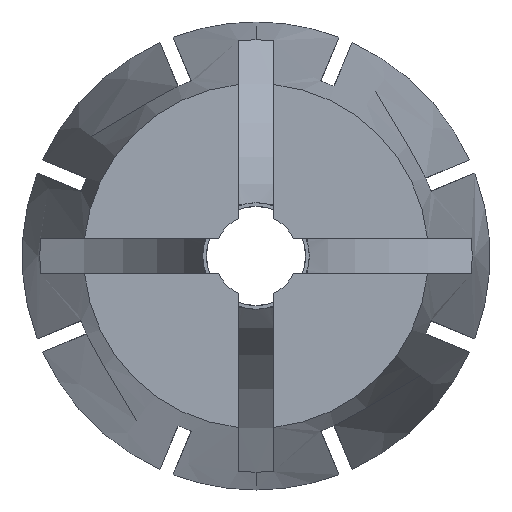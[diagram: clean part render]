
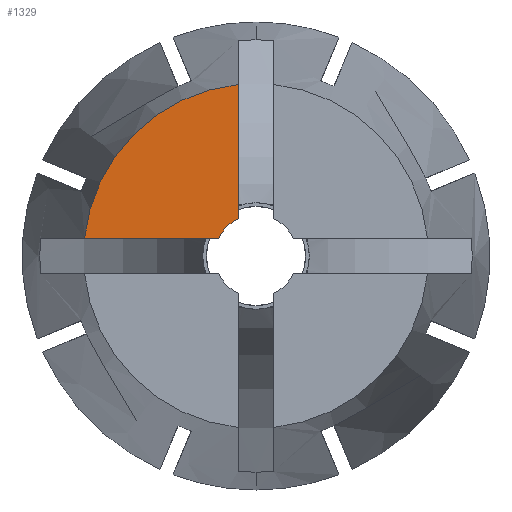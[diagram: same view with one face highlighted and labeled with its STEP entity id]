
A CAD part, left-side view. The second image highlights one B-rep face of the part: STEP entity #1329.
In plain terms, the highlighted planar face has unit normal (-1, 0, 0).
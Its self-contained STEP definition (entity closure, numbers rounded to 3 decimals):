
#46 = CARTESIAN_POINT ( 'NONE',  ( -40., 0., 0. ) ) ;
#310 = EDGE_LOOP ( 'NONE', ( #504, #393, #3590, #3648 ) ) ;
#393 = ORIENTED_EDGE ( 'NONE', *, *, #3254, .T. ) ;
#411 = AXIS2_PLACEMENT_3D ( 'NONE', #46, #807, #858 ) ;
#504 = ORIENTED_EDGE ( 'NONE', *, *, #3234, .T. ) ;
#694 = AXIS2_PLACEMENT_3D ( 'NONE', #3850, #3870, #3914 ) ;
#757 = CARTESIAN_POINT ( 'NONE',  ( -40., 1.25, 0. ) ) ;
#807 = DIRECTION ( 'NONE',  ( 1., 0., 0. ) ) ;
#858 = DIRECTION ( 'NONE',  ( 0., 0., -1. ) ) ;
#897 = DIRECTION ( 'NONE',  ( 0., 0., 1. ) ) ;
#1031 = EDGE_CURVE ( 'NONE', #3187, #3257, #2993, .T. ) ;
#1186 = CARTESIAN_POINT ( 'NONE',  ( -40., 1.25, 2.639 ) ) ;
#1212 = VECTOR ( 'NONE', #897, 1000. ) ;
#1329 = ADVANCED_FACE ( 'NONE', ( #2173 ), #2531, .T. ) ;
#1585 = AXIS2_PLACEMENT_3D ( 'NONE', #2284, #2544, #2553 ) ;
#1848 = CARTESIAN_POINT ( 'NONE',  ( -40., -12.158, 1.25 ) ) ;
#1916 = DIRECTION ( 'NONE',  ( 0., 1., 0. ) ) ;
#2173 = FACE_OUTER_BOUND ( 'NONE', #310, .T. ) ;
#2284 = CARTESIAN_POINT ( 'NONE',  ( -40., -12.158, 0. ) ) ;
#2335 = VERTEX_POINT ( 'NONE', #1186 ) ;
#2348 = VERTEX_POINT ( 'NONE', #3135 ) ;
#2531 = PLANE ( 'NONE',  #1585 ) ;
#2544 = DIRECTION ( 'NONE',  ( -1., 0., 0. ) ) ;
#2553 = DIRECTION ( 'NONE',  ( 0., 0., 1. ) ) ;
#2621 = VECTOR ( 'NONE', #1916, 1000. ) ;
#2993 = CIRCLE ( 'NONE', #694, 12.158 ) ;
#3014 = CIRCLE ( 'NONE', #411, 2.92 ) ;
#3135 = CARTESIAN_POINT ( 'NONE',  ( -40., 2.639, 1.25 ) ) ;
#3187 = VERTEX_POINT ( 'NONE', #4235 ) ;
#3234 = EDGE_CURVE ( 'NONE', #2348, #2335, #3014, .T. ) ;
#3254 = EDGE_CURVE ( 'NONE', #2335, #3257, #3917, .T. ) ;
#3257 = VERTEX_POINT ( 'NONE', #4003 ) ;
#3369 = EDGE_CURVE ( 'NONE', #2348, #3187, #3375, .T. ) ;
#3375 = LINE ( 'NONE', #1848, #2621 ) ;
#3590 = ORIENTED_EDGE ( 'NONE', *, *, #1031, .F. ) ;
#3648 = ORIENTED_EDGE ( 'NONE', *, *, #3369, .F. ) ;
#3850 = CARTESIAN_POINT ( 'NONE',  ( -40., 0., 0. ) ) ;
#3870 = DIRECTION ( 'NONE',  ( 1., 0., 0. ) ) ;
#3914 = DIRECTION ( 'NONE',  ( 0., 0., -1. ) ) ;
#3917 = LINE ( 'NONE', #757, #1212 ) ;
#4003 = CARTESIAN_POINT ( 'NONE',  ( -40., 1.25, 12.093 ) ) ;
#4235 = CARTESIAN_POINT ( 'NONE',  ( -40., 12.093, 1.25 ) ) ;
